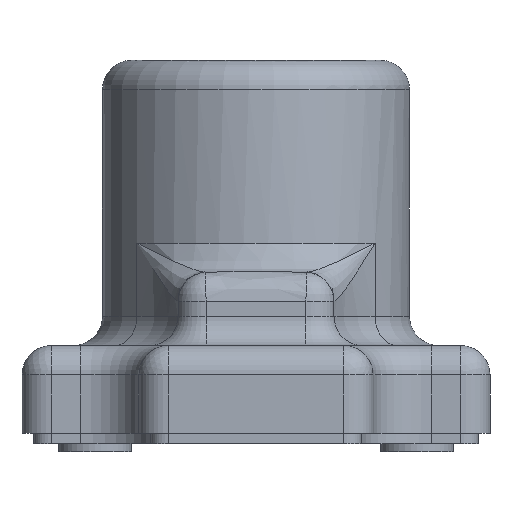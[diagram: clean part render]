
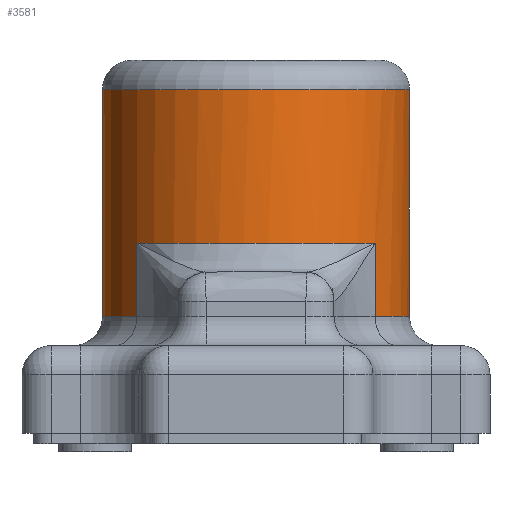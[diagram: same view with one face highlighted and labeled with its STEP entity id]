
A CAD part, left-side view. The second image highlights one B-rep face of the part: STEP entity #3581.
In plain terms, the highlighted cylindrical face has radius 10.5 mm (diameter 21 mm), a full revolution.
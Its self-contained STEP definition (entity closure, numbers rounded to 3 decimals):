
#54=FACE_BOUND('',#1097,.T.);
#120=CYLINDRICAL_SURFACE('',#4005,10.5);
#292=LINE('',#7344,#508);
#294=LINE('',#7671,#510);
#313=LINE('',#7774,#529);
#314=LINE('',#7775,#530);
#508=VECTOR('',#4866,5.);
#510=VECTOR('',#4894,5.);
#529=VECTOR('',#5015,5.);
#530=VECTOR('',#5016,5.);
#845=FACE_OUTER_BOUND('',#1096,.T.);
#1096=EDGE_LOOP('',(#3105,#3106,#3107,#3108,#3109,#3110,#3111,#3112));
#1097=EDGE_LOOP('',(#3113));
#1328=CIRCLE('',#3952,10.5);
#1349=CIRCLE('',#3982,10.5);
#1356=CIRCLE('',#3992,10.5);
#1362=CIRCLE('',#4004,10.5);
#1363=CIRCLE('',#4006,10.5);
#1673=VERTEX_POINT('',#7104);
#1678=VERTEX_POINT('',#7295);
#1683=VERTEX_POINT('',#7343);
#1686=VERTEX_POINT('',#7439);
#1691=VERTEX_POINT('',#7633);
#1693=VERTEX_POINT('',#7669);
#1705=VERTEX_POINT('',#7708);
#1707=VERTEX_POINT('',#7714);
#1727=VERTEX_POINT('',#7776);
#2136=EDGE_CURVE('',#1683,#1673,#292,.T.);
#2150=EDGE_CURVE('',#1691,#1686,#1328,.T.);
#2153=EDGE_CURVE('',#1691,#1693,#294,.T.);
#2177=EDGE_CURVE('',#1705,#1707,#1349,.T.);
#2184=EDGE_CURVE('',#1683,#1693,#1356,.T.);
#2204=EDGE_CURVE('',#1678,#1673,#1362,.T.);
#2205=EDGE_CURVE('',#1705,#1686,#313,.T.);
#2206=EDGE_CURVE('',#1678,#1707,#314,.T.);
#2207=EDGE_CURVE('',#1727,#1727,#1363,.T.);
#3105=ORIENTED_EDGE('',*,*,#2177,.F.);
#3106=ORIENTED_EDGE('',*,*,#2205,.T.);
#3107=ORIENTED_EDGE('',*,*,#2150,.F.);
#3108=ORIENTED_EDGE('',*,*,#2153,.T.);
#3109=ORIENTED_EDGE('',*,*,#2184,.F.);
#3110=ORIENTED_EDGE('',*,*,#2136,.T.);
#3111=ORIENTED_EDGE('',*,*,#2204,.F.);
#3112=ORIENTED_EDGE('',*,*,#2206,.T.);
#3113=ORIENTED_EDGE('',*,*,#2207,.F.);
#3581=ADVANCED_FACE('',(#845,#54),#120,.T.);
#3952=AXIS2_PLACEMENT_3D('',#7665,#4887,#4888);
#3982=AXIS2_PLACEMENT_3D('',#7718,#4953,#4954);
#3992=AXIS2_PLACEMENT_3D('',#7730,#4973,#4974);
#4004=AXIS2_PLACEMENT_3D('',#7772,#5011,#5012);
#4005=AXIS2_PLACEMENT_3D('',#7773,#5013,#5014);
#4006=AXIS2_PLACEMENT_3D('',#7777,#5017,#5018);
#4866=DIRECTION('',(0.,0.,1.));
#4887=DIRECTION('center_axis',(0.,0.,-1.));
#4888=DIRECTION('ref_axis',(1.,0.,0.));
#4894=DIRECTION('',(0.,0.,-1.));
#4953=DIRECTION('center_axis',(0.,0.,-1.));
#4954=DIRECTION('ref_axis',(0.,-1.,0.));
#4973=DIRECTION('center_axis',(0.,0.,-1.));
#4974=DIRECTION('ref_axis',(0.,1.,0.));
#5011=DIRECTION('center_axis',(0.,0.,-1.));
#5012=DIRECTION('ref_axis',(-1.,0.,0.));
#5013=DIRECTION('center_axis',(0.,0.,1.));
#5014=DIRECTION('ref_axis',(-1.,0.,0.));
#5015=DIRECTION('',(0.,0.,1.));
#5016=DIRECTION('',(0.,0.,-1.));
#5017=DIRECTION('center_axis',(0.,0.,1.));
#5018=DIRECTION('ref_axis',(-1.,0.,0.));
#7104=CARTESIAN_POINT('',(21.369,24.142,13.));
#7295=CARTESIAN_POINT('',(21.369,7.858,13.));
#7343=CARTESIAN_POINT('',(21.369,24.142,8.));
#7344=CARTESIAN_POINT('',(21.369,24.142,6.));
#7439=CARTESIAN_POINT('',(34.631,7.858,13.));
#7633=CARTESIAN_POINT('',(34.631,24.142,13.));
#7665=CARTESIAN_POINT('Origin',(28.,16.,13.));
#7669=CARTESIAN_POINT('',(34.631,24.142,8.));
#7671=CARTESIAN_POINT('',(34.631,24.142,6.));
#7708=CARTESIAN_POINT('',(34.631,7.858,8.));
#7714=CARTESIAN_POINT('',(21.369,7.858,8.));
#7718=CARTESIAN_POINT('Origin',(28.,16.,8.));
#7730=CARTESIAN_POINT('Origin',(28.,16.,8.));
#7772=CARTESIAN_POINT('Origin',(28.,16.,13.));
#7773=CARTESIAN_POINT('Origin',(28.,16.,6.));
#7774=CARTESIAN_POINT('',(34.631,7.858,6.));
#7775=CARTESIAN_POINT('',(21.369,7.858,6.));
#7776=CARTESIAN_POINT('',(38.5,16.,23.5));
#7777=CARTESIAN_POINT('Origin',(28.,16.,23.5));
